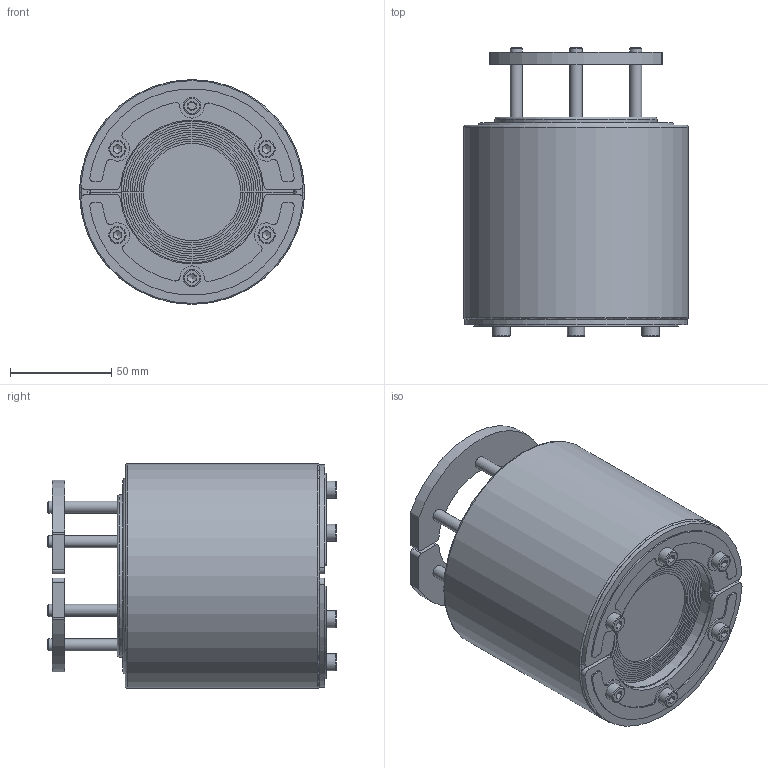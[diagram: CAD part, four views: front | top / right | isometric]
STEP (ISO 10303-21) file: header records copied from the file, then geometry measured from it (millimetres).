
FILE_DESCRIPTION(/* description */ (''),/* implementation_level */ '2;1');
FILE_NAME(/* name */ 'SLA_RS100.stp',/* time_stamp */ '2026-03-23T07:26:18+01:00',/* author */ ('se-marfre'),/* organization */ (''),/* preprocessor_version */ 'ST-DEVELOPER v19.2',/* originating_system */ 'Autodesk Inventor 2023',/* authorisation */ '');
FILE_SCHEMA (('CONFIG_CONTROL_DESIGN'));
Length unit declared in the file: millimetre
Products named in the file (1): SLA_RS100
Bounding box: 111 x 142.7 x 111 mm (x, y, z)
Volume: 788933.2 mm3; surface area: 149233.2 mm2
Topology: 2 solids, 8 shells, 438 faces, 1045 edges, 655 vertices
Faces by surface type: plane 208, cylinder 144, cone 56, torus 30
Full cylindrical faces by diameter (mm): 4.134 x6, 5 x6, 5.2 x6, 6 x12, 6.4 x6, 6.5 x6, 8.5 x6, 12 x6, 55 x1, 80 x1, 101 x1, 111 x1
Entity records: 13182 total; most frequent: CARTESIAN_POINT 2361, DIRECTION 2308, ORIENTED_EDGE 2078, EDGE_CURVE 1039, AXIS2_PLACEMENT_3D 944, VERTEX_POINT 655, CIRCLE 505, EDGE_LOOP 502
